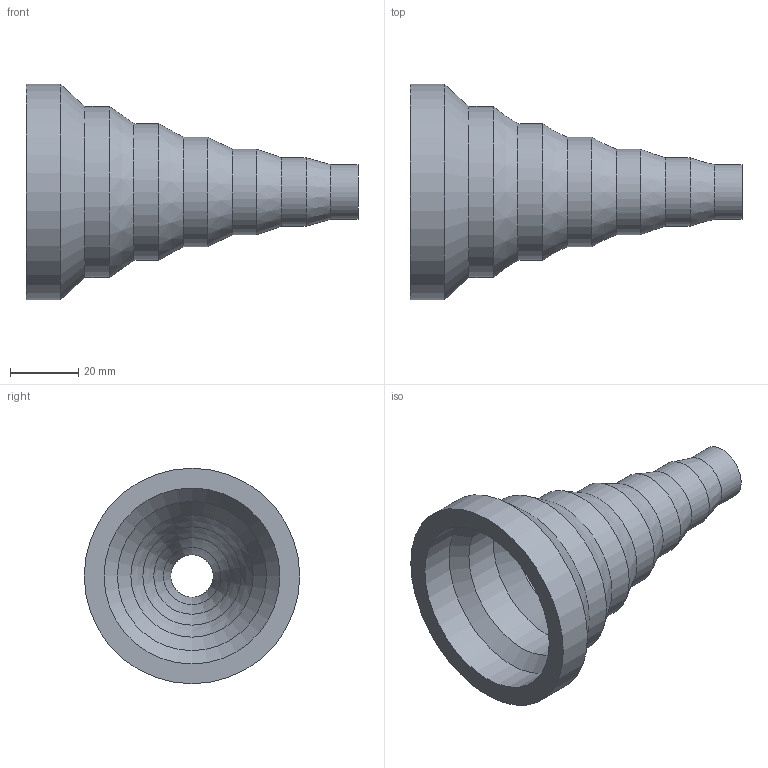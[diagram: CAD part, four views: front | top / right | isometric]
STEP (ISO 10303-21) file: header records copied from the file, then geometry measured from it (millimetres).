
FILE_DESCRIPTION(/* description */ ('STEP AP203'),/* implementation_level */ '2;1');
FILE_NAME(/* name */ '16007631611(architecture400)',/* time_stamp */ '2022-06-30T14:21:24+02:00',/* author */ ('License CC BY-ND 4.0'),/* organization */ ('CADENAS'),/* preprocessor_version */ 'ST-DEVELOPER v18.102',/* originating_system */ 'PARTsolutions',/* authorisation */ ' ');
FILE_SCHEMA (('CONFIG_CONTROL_DESIGN'));
Length unit declared in the file: millimetre
Products named in the file (1): 16007631611(architecture400)
Bounding box: 97 x 63 x 63 mm (x, y, z)
Volume: 31910.8 mm3; surface area: 22604.3 mm2
Topology: 1 solids, 1 shells, 28 faces, 54 edges, 28 vertices
Faces by surface type: cylinder 14, cone 12, plane 2
Full cylindrical faces by diameter (mm): 12.4 x1, 16 x1, 16.659 x1, 20 x1, 22.351 x1, 25 x1, 28.722 x1, 32 x1, 35.705 x1, 40 x1, 43.623 x1, 50 x1, 51.4 x1, 63 x1
Entity records: 598 total; most frequent: DIRECTION 114, CARTESIAN_POINT 85, AXIS2_PLACEMENT_3D 57, ORIENTED_EDGE 56, EDGE_LOOP 56, FACE_BOUND 56, EDGE_CURVE 28, VERTEX_POINT 28
